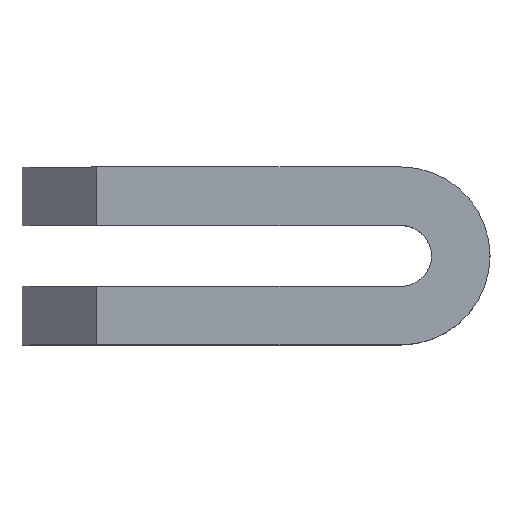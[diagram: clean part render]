
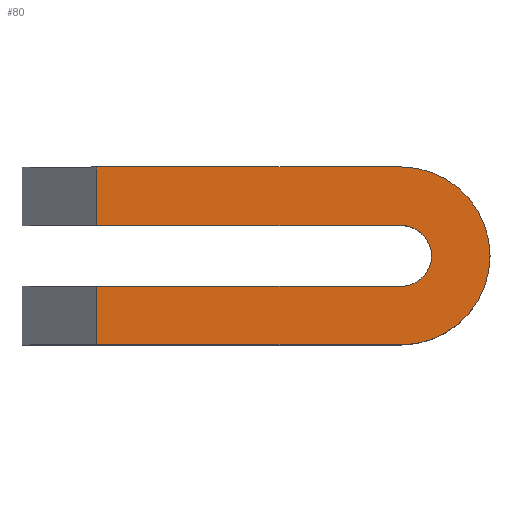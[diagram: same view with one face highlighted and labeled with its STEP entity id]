
A CAD part, top view. The second image highlights one B-rep face of the part: STEP entity #80.
In plain terms, the highlighted planar face has unit normal (0, 0, 1).
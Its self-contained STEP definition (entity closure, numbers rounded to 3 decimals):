
#80 = ADVANCED_FACE( '', ( #98 ), #99, .T. );
#98 = FACE_OUTER_BOUND( '', #122, .T. );
#99 = PLANE( '', #123 );
#122 = EDGE_LOOP( '', ( #173, #174, #175, #176, #177, #178, #179, #180 ) );
#123 = AXIS2_PLACEMENT_3D( '', #181, #182, #183 );
#173 = ORIENTED_EDGE( '', *, *, #233, .T. );
#174 = ORIENTED_EDGE( '', *, *, #249, .T. );
#175 = ORIENTED_EDGE( '', *, *, #250, .T. );
#176 = ORIENTED_EDGE( '', *, *, #251, .T. );
#177 = ORIENTED_EDGE( '', *, *, #252, .T. );
#178 = ORIENTED_EDGE( '', *, *, #243, .F. );
#179 = ORIENTED_EDGE( '', *, *, #246, .T. );
#180 = ORIENTED_EDGE( '', *, *, #238, .T. );
#181 = CARTESIAN_POINT( '', ( 0., 0., 22. ) );
#182 = DIRECTION( '', ( 0., 0., 1. ) );
#183 = DIRECTION( '', ( 1., 0., 0. ) );
#233 = EDGE_CURVE( '', #265, #263, #266, .T. );
#238 = EDGE_CURVE( '', #274, #265, #275, .T. );
#243 = EDGE_CURVE( '', #282, #277, #284, .T. );
#246 = EDGE_CURVE( '', #282, #274, #288, .T. );
#249 = EDGE_CURVE( '', #263, #292, #293, .T. );
#250 = EDGE_CURVE( '', #292, #294, #295, .T. );
#251 = EDGE_CURVE( '', #294, #296, #297, .T. );
#252 = EDGE_CURVE( '', #296, #277, #298, .T. );
#263 = VERTEX_POINT( '', #313 );
#265 = VERTEX_POINT( '', #316 );
#266 = LINE( '', #317, #318 );
#274 = VERTEX_POINT( '', #329 );
#275 = CIRCLE( '', #330, 19. );
#277 = VERTEX_POINT( '', #333 );
#282 = VERTEX_POINT( '', #340 );
#284 = LINE( '', #343, #344 );
#288 = LINE( '', #350, #351 );
#292 = VERTEX_POINT( '', #357 );
#293 = LINE( '', #358, #359 );
#294 = VERTEX_POINT( '', #360 );
#295 = LINE( '', #361, #362 );
#296 = VERTEX_POINT( '', #363 );
#297 = CIRCLE( '', #364, 6.5 );
#298 = LINE( '', #365, #366 );
#313 = CARTESIAN_POINT( '', ( -65., 19., 22. ) );
#316 = CARTESIAN_POINT( '', ( 0., 19., 22. ) );
#317 = CARTESIAN_POINT( '', ( 0., 19., 22. ) );
#318 = VECTOR( '', #389, 1000. );
#329 = CARTESIAN_POINT( '', ( 0., -19., 22. ) );
#330 = AXIS2_PLACEMENT_3D( '', #396, #397, #398 );
#333 = CARTESIAN_POINT( '', ( -65., -6.5, 22. ) );
#340 = CARTESIAN_POINT( '', ( -65., -19., 22. ) );
#343 = CARTESIAN_POINT( '', ( -65., -19., 22. ) );
#344 = VECTOR( '', #403, 1000. );
#350 = CARTESIAN_POINT( '', ( 0., -19., 22. ) );
#351 = VECTOR( '', #406, 1000. );
#357 = CARTESIAN_POINT( '', ( -65., 6.5, 22. ) );
#358 = CARTESIAN_POINT( '', ( -65., 0., 22. ) );
#359 = VECTOR( '', #409, 1000. );
#360 = CARTESIAN_POINT( '', ( 0., 6.5, 22. ) );
#361 = CARTESIAN_POINT( '', ( -81., 6.5, 22. ) );
#362 = VECTOR( '', #410, 1000. );
#363 = CARTESIAN_POINT( '', ( 0., -6.5, 22. ) );
#364 = AXIS2_PLACEMENT_3D( '', #411, #412, #413 );
#365 = CARTESIAN_POINT( '', ( -81., -6.5, 22. ) );
#366 = VECTOR( '', #414, 1000. );
#389 = DIRECTION( '', ( -1., 0., 0. ) );
#396 = CARTESIAN_POINT( '', ( 0., 0., 22. ) );
#397 = DIRECTION( '', ( 0., 0., 1. ) );
#398 = DIRECTION( '', ( -1., 0., 0. ) );
#403 = DIRECTION( '', ( 0., 1., 0. ) );
#406 = DIRECTION( '', ( 1., 0., 0. ) );
#409 = DIRECTION( '', ( 0., -1., 0. ) );
#410 = DIRECTION( '', ( 1., 0., 0. ) );
#411 = CARTESIAN_POINT( '', ( 0., 0., 22. ) );
#412 = DIRECTION( '', ( 0., 0., -1. ) );
#413 = DIRECTION( '', ( -1., 0., 0. ) );
#414 = DIRECTION( '', ( -1., 0., 0. ) );
